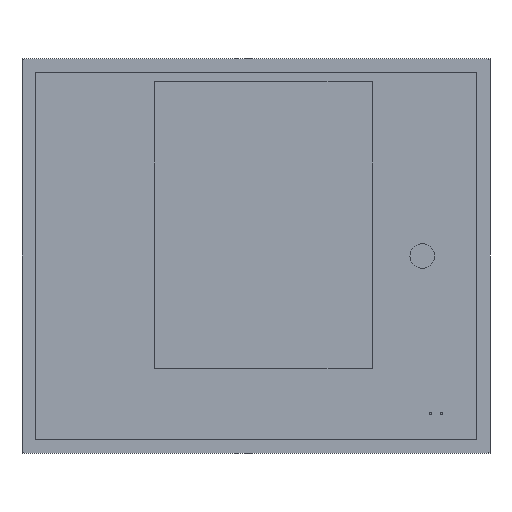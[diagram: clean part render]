
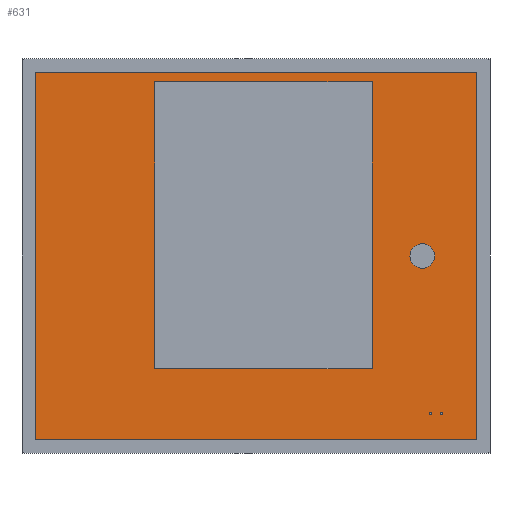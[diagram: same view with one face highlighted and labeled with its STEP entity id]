
A CAD part, front view. The second image highlights one B-rep face of the part: STEP entity #631.
In plain terms, the highlighted planar face has unit normal (0, -1, 0).
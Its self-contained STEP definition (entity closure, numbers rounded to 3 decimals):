
#17=CIRCLE('',#658,20.);
#18=CIRCLE('',#659,20.);
#21=CIRCLE('',#664,2.);
#22=CIRCLE('',#665,2.);
#25=CIRCLE('',#670,2.);
#26=CIRCLE('',#671,2.);
#33=FACE_BOUND('',#112,.T.);
#34=FACE_BOUND('',#113,.T.);
#35=FACE_BOUND('',#114,.T.);
#36=FACE_BOUND('',#115,.T.);
#72=FACE_OUTER_BOUND('',#111,.T.);
#111=EDGE_LOOP('',(#549,#550,#551,#552));
#112=EDGE_LOOP('',(#553,#554));
#113=EDGE_LOOP('',(#555,#556));
#114=EDGE_LOOP('',(#557,#558));
#115=EDGE_LOOP('',(#559,#560,#561,#562));
#132=LINE('',#933,#203);
#136=LINE('',#941,#207);
#139=LINE('',#947,#210);
#142=LINE('',#952,#213);
#179=LINE('',#1031,#250);
#182=LINE('',#1036,#253);
#184=LINE('',#1040,#255);
#186=LINE('',#1043,#257);
#203=VECTOR('',#762,10.);
#207=VECTOR('',#768,10.);
#210=VECTOR('',#773,10.);
#213=VECTOR('',#778,10.);
#250=VECTOR('',#853,10.);
#253=VECTOR('',#858,10.);
#255=VECTOR('',#862,10.);
#257=VECTOR('',#866,10.);
#271=VERTEX_POINT('',#902);
#272=VERTEX_POINT('',#904);
#275=VERTEX_POINT('',#913);
#276=VERTEX_POINT('',#915);
#279=VERTEX_POINT('',#924);
#280=VERTEX_POINT('',#926);
#281=VERTEX_POINT('',#931);
#282=VERTEX_POINT('',#932);
#285=VERTEX_POINT('',#940);
#287=VERTEX_POINT('',#946);
#310=VERTEX_POINT('',#1029);
#311=VERTEX_POINT('',#1030);
#312=VERTEX_POINT('',#1035);
#313=VERTEX_POINT('',#1039);
#330=EDGE_CURVE('',#272,#271,#17,.T.);
#331=EDGE_CURVE('',#271,#272,#18,.T.);
#335=EDGE_CURVE('',#276,#275,#21,.T.);
#336=EDGE_CURVE('',#275,#276,#22,.T.);
#340=EDGE_CURVE('',#280,#279,#25,.T.);
#341=EDGE_CURVE('',#279,#280,#26,.T.);
#342=EDGE_CURVE('',#281,#282,#132,.T.);
#346=EDGE_CURVE('',#282,#285,#136,.T.);
#349=EDGE_CURVE('',#285,#287,#139,.T.);
#352=EDGE_CURVE('',#287,#281,#142,.T.);
#389=EDGE_CURVE('',#310,#311,#179,.T.);
#392=EDGE_CURVE('',#312,#310,#182,.T.);
#394=EDGE_CURVE('',#313,#312,#184,.T.);
#396=EDGE_CURVE('',#311,#313,#186,.T.);
#549=ORIENTED_EDGE('',*,*,#396,.F.);
#550=ORIENTED_EDGE('',*,*,#389,.F.);
#551=ORIENTED_EDGE('',*,*,#392,.F.);
#552=ORIENTED_EDGE('',*,*,#394,.F.);
#553=ORIENTED_EDGE('',*,*,#330,.T.);
#554=ORIENTED_EDGE('',*,*,#331,.T.);
#555=ORIENTED_EDGE('',*,*,#335,.T.);
#556=ORIENTED_EDGE('',*,*,#336,.T.);
#557=ORIENTED_EDGE('',*,*,#340,.T.);
#558=ORIENTED_EDGE('',*,*,#341,.T.);
#559=ORIENTED_EDGE('',*,*,#342,.T.);
#560=ORIENTED_EDGE('',*,*,#346,.T.);
#561=ORIENTED_EDGE('',*,*,#349,.T.);
#562=ORIENTED_EDGE('',*,*,#352,.T.);
#595=PLANE('',#699);
#631=ADVANCED_FACE('',(#72,#33,#34,#35,#36),#595,.F.);
#658=AXIS2_PLACEMENT_3D('',#905,#728,#729);
#659=AXIS2_PLACEMENT_3D('',#906,#730,#731);
#664=AXIS2_PLACEMENT_3D('',#916,#741,#742);
#665=AXIS2_PLACEMENT_3D('',#917,#743,#744);
#670=AXIS2_PLACEMENT_3D('',#927,#754,#755);
#671=AXIS2_PLACEMENT_3D('',#928,#756,#757);
#699=AXIS2_PLACEMENT_3D('',#1044,#867,#868);
#728=DIRECTION('center_axis',(0.,1.,0.));
#729=DIRECTION('ref_axis',(1.,0.,0.));
#730=DIRECTION('center_axis',(0.,1.,0.));
#731=DIRECTION('ref_axis',(1.,0.,0.));
#741=DIRECTION('center_axis',(0.,1.,0.));
#742=DIRECTION('ref_axis',(1.,0.,0.));
#743=DIRECTION('center_axis',(0.,1.,0.));
#744=DIRECTION('ref_axis',(1.,0.,0.));
#754=DIRECTION('center_axis',(0.,1.,0.));
#755=DIRECTION('ref_axis',(1.,0.,0.));
#756=DIRECTION('center_axis',(0.,1.,0.));
#757=DIRECTION('ref_axis',(1.,0.,0.));
#762=DIRECTION('',(-1.,0.,0.));
#768=DIRECTION('',(0.,0.,1.));
#773=DIRECTION('',(1.,0.,0.));
#778=DIRECTION('',(0.,0.,-1.));
#853=DIRECTION('',(0.,0.,1.));
#858=DIRECTION('',(-1.,0.,0.));
#862=DIRECTION('',(0.,0.,-1.));
#866=DIRECTION('',(1.,0.,0.));
#867=DIRECTION('center_axis',(0.,1.,0.));
#868=DIRECTION('ref_axis',(0.,0.,1.));
#902=CARTESIAN_POINT('',(250.,0.,0.));
#904=CARTESIAN_POINT('',(290.,0.,0.));
#905=CARTESIAN_POINT('Origin',(270.,0.,0.));
#906=CARTESIAN_POINT('Origin',(270.,0.,0.));
#913=CARTESIAN_POINT('',(281.5,0.,-256.));
#915=CARTESIAN_POINT('',(285.5,0.,-256.));
#916=CARTESIAN_POINT('Origin',(283.5,0.,-256.));
#917=CARTESIAN_POINT('Origin',(283.5,0.,-256.));
#924=CARTESIAN_POINT('',(299.5,0.,-256.));
#926=CARTESIAN_POINT('',(303.5,0.,-256.));
#927=CARTESIAN_POINT('Origin',(301.5,0.,-256.));
#928=CARTESIAN_POINT('Origin',(301.5,0.,-256.));
#931=CARTESIAN_POINT('',(188.5,0.,-183.));
#932=CARTESIAN_POINT('',(-164.5,0.,-183.));
#933=CARTESIAN_POINT('',(-82.25,0.,-183.));
#940=CARTESIAN_POINT('',(-164.5,0.,283.));
#941=CARTESIAN_POINT('',(-164.5,0.,141.5));
#946=CARTESIAN_POINT('',(188.5,0.,283.));
#947=CARTESIAN_POINT('',(94.25,0.,283.));
#952=CARTESIAN_POINT('',(188.5,0.,-91.5));
#1029=CARTESIAN_POINT('',(-358.5,0.,-298.));
#1030=CARTESIAN_POINT('',(-358.5,0.,298.));
#1031=CARTESIAN_POINT('',(-358.5,0.,-298.));
#1035=CARTESIAN_POINT('',(358.5,0.,-298.));
#1036=CARTESIAN_POINT('',(358.5,0.,-298.));
#1039=CARTESIAN_POINT('',(358.5,0.,298.));
#1040=CARTESIAN_POINT('',(358.5,0.,298.));
#1043=CARTESIAN_POINT('',(-358.5,0.,298.));
#1044=CARTESIAN_POINT('Origin',(0.,0.,0.));
